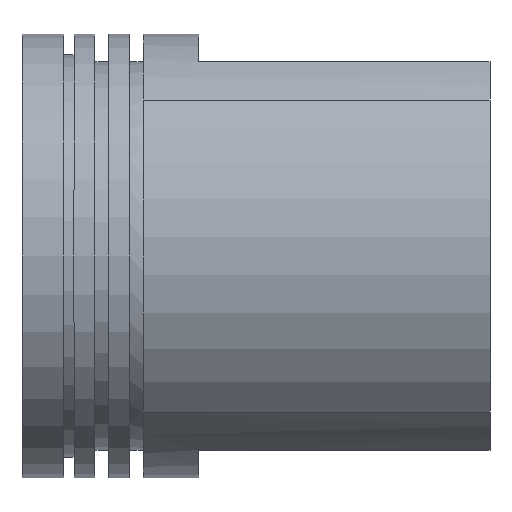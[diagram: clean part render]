
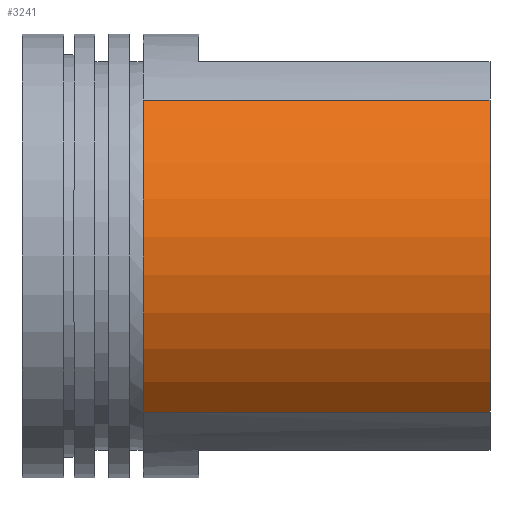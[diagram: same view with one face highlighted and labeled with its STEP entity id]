
A CAD part, left-side view. The second image highlights one B-rep face of the part: STEP entity #3241.
In plain terms, the highlighted cylindrical face has radius 32 mm (diameter 64 mm), a partial arc.
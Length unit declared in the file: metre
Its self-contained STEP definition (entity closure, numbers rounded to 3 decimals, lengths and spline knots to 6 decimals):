
#1597 = PLANE('',#1598);
#1598 = AXIS2_PLACEMENT_3D('',#1599,#1600,#1601);
#1599 = CARTESIAN_POINT('',(0.,-0.0675,0.));
#1600 = DIRECTION('',(0.,1.,0.));
#1601 = DIRECTION('',(1.,0.,0.));
#1807 = CYLINDRICAL_SURFACE('',#1808,0.032);
#1808 = AXIS2_PLACEMENT_3D('',#1809,#1810,#1811);
#1809 = CARTESIAN_POINT('',(0.,-0.0175,0.));
#1810 = DIRECTION('',(-0.,-1.,-0.));
#1811 = DIRECTION('',(1.,-0.,0.));
#2364 = VERTEX_POINT('',#2365);
#2365 = CARTESIAN_POINT('',(-0.022754,-0.0675,-0.0225));
#2389 = EDGE_CURVE('',#2364,#2390,#2392,.T.);
#2390 = VERTEX_POINT('',#2391);
#2391 = CARTESIAN_POINT('',(-0.022754,-0.0675,0.0225));
#2392 = SURFACE_CURVE('',#2393,(#2398,#2405),.PCURVE_S1.);
#2393 = CIRCLE('',#2394,0.032);
#2394 = AXIS2_PLACEMENT_3D('',#2395,#2396,#2397);
#2395 = CARTESIAN_POINT('',(0.,-0.0675,0.));
#2396 = DIRECTION('',(-0.,1.,0.));
#2397 = DIRECTION('',(1.,0.,0.));
#2398 = PCURVE('',#1597,#2399);
#2399 = DEFINITIONAL_REPRESENTATION('',(#2400),#2404);
#2400 = ( BOUNDED_CURVE() B_SPLINE_CURVE(2,(#2401,#2402,#2403),
.UNSPECIFIED.,.F.,.F.) B_SPLINE_CURVE_WITH_KNOTS((3,3),(2.36181,
3.921375),.PIECEWISE_BEZIER_KNOTS.) CURVE() 
GEOMETRIC_REPRESENTATION_ITEM() RATIONAL_B_SPLINE_CURVE((1.,
0.711,1.)) REPRESENTATION_ITEM('') );
#2401 = CARTESIAN_POINT('',(-0.023,0.023));
#2402 = CARTESIAN_POINT('',(-0.045,0.));
#2403 = CARTESIAN_POINT('',(-0.023,-0.023));
#2404 = ( GEOMETRIC_REPRESENTATION_CONTEXT(2) 
PARAMETRIC_REPRESENTATION_CONTEXT() REPRESENTATION_CONTEXT('2D SPACE',''
  ) );
#2405 = PCURVE('',#2406,#2411);
#2406 = CYLINDRICAL_SURFACE('',#2407,0.032);
#2407 = AXIS2_PLACEMENT_3D('',#2408,#2409,#2410);
#2408 = CARTESIAN_POINT('',(0.,-0.0175,0.));
#2409 = DIRECTION('',(-0.,-1.,-0.));
#2410 = DIRECTION('',(1.,-0.,0.));
#2411 = DEFINITIONAL_REPRESENTATION('',(#2412),#2415);
#2412 = B_SPLINE_CURVE_WITH_KNOTS('',1,(#2413,#2414),.UNSPECIFIED.,.F.,
  .F.,(2,2),(2.36181,3.921375),.PIECEWISE_BEZIER_KNOTS.);
#2413 = CARTESIAN_POINT('',(3.921,0.05));
#2414 = CARTESIAN_POINT('',(2.362,0.05));
#2415 = ( GEOMETRIC_REPRESENTATION_CONTEXT(2) 
PARAMETRIC_REPRESENTATION_CONTEXT() REPRESENTATION_CONTEXT('2D SPACE',''
  ) );
#2594 = VERTEX_POINT('',#2595);
#2595 = CARTESIAN_POINT('',(-0.022754,-0.0175,0.0225));
#2616 = EDGE_CURVE('',#2390,#2594,#2617,.T.);
#2617 = SURFACE_CURVE('',#2618,(#2622,#2628),.PCURVE_S1.);
#2618 = LINE('',#2619,#2620);
#2619 = CARTESIAN_POINT('',(-0.022754,-0.0675,0.0225));
#2620 = VECTOR('',#2621,1.);
#2621 = DIRECTION('',(0.,1.,0.));
#2622 = PCURVE('',#1807,#2623);
#2623 = DEFINITIONAL_REPRESENTATION('',(#2624),#2627);
#2624 = B_SPLINE_CURVE_WITH_KNOTS('',1,(#2625,#2626),.UNSPECIFIED.,.F.,
  .F.,(2,2),(0.,0.05),.PIECEWISE_BEZIER_KNOTS.);
#2625 = CARTESIAN_POINT('',(2.362,0.05));
#2626 = CARTESIAN_POINT('',(2.362,0.));
#2627 = ( GEOMETRIC_REPRESENTATION_CONTEXT(2) 
PARAMETRIC_REPRESENTATION_CONTEXT() REPRESENTATION_CONTEXT('2D SPACE',''
  ) );
#2628 = PCURVE('',#2406,#2629);
#2629 = DEFINITIONAL_REPRESENTATION('',(#2630),#2633);
#2630 = B_SPLINE_CURVE_WITH_KNOTS('',1,(#2631,#2632),.UNSPECIFIED.,.F.,
  .F.,(2,2),(0.,0.05),.PIECEWISE_BEZIER_KNOTS.);
#2631 = CARTESIAN_POINT('',(2.362,0.05));
#2632 = CARTESIAN_POINT('',(2.362,0.));
#2633 = ( GEOMETRIC_REPRESENTATION_CONTEXT(2) 
PARAMETRIC_REPRESENTATION_CONTEXT() REPRESENTATION_CONTEXT('2D SPACE',''
  ) );
#2703 = CYLINDRICAL_SURFACE('',#2704,0.032);
#2704 = AXIS2_PLACEMENT_3D('',#2705,#2706,#2707);
#2705 = CARTESIAN_POINT('',(0.,-0.0675,0.));
#2706 = DIRECTION('',(-0.,-1.,-0.));
#2707 = DIRECTION('',(0.,-0.,1.));
#3241 = ADVANCED_FACE('',(#3242),#2406,.T.);
#3242 = FACE_BOUND('',#3243,.T.);
#3243 = EDGE_LOOP('',(#3244,#3245,#3273,#3292));
#3244 = ORIENTED_EDGE('',*,*,#2616,.T.);
#3245 = ORIENTED_EDGE('',*,*,#3246,.F.);
#3246 = EDGE_CURVE('',#3247,#2594,#3249,.T.);
#3247 = VERTEX_POINT('',#3248);
#3248 = CARTESIAN_POINT('',(-0.022754,-0.0175,-0.0225));
#3249 = SURFACE_CURVE('',#3250,(#3255,#3261),.PCURVE_S1.);
#3250 = CIRCLE('',#3251,0.032);
#3251 = AXIS2_PLACEMENT_3D('',#3252,#3253,#3254);
#3252 = CARTESIAN_POINT('',(0.,-0.0175,0.));
#3253 = DIRECTION('',(-0.,1.,0.));
#3254 = DIRECTION('',(1.,0.,0.));
#3255 = PCURVE('',#2406,#3256);
#3256 = DEFINITIONAL_REPRESENTATION('',(#3257),#3260);
#3257 = B_SPLINE_CURVE_WITH_KNOTS('',1,(#3258,#3259),.UNSPECIFIED.,.F.,
  .F.,(2,2),(2.36181,3.921375),.PIECEWISE_BEZIER_KNOTS.);
#3258 = CARTESIAN_POINT('',(3.921,0.));
#3259 = CARTESIAN_POINT('',(2.362,0.));
#3260 = ( GEOMETRIC_REPRESENTATION_CONTEXT(2) 
PARAMETRIC_REPRESENTATION_CONTEXT() REPRESENTATION_CONTEXT('2D SPACE',''
  ) );
#3261 = PCURVE('',#3262,#3267);
#3262 = PLANE('',#3263);
#3263 = AXIS2_PLACEMENT_3D('',#3264,#3265,#3266);
#3264 = CARTESIAN_POINT('',(0.,-0.0175,0.));
#3265 = DIRECTION('',(0.,1.,0.));
#3266 = DIRECTION('',(1.,0.,0.));
#3267 = DEFINITIONAL_REPRESENTATION('',(#3268),#3272);
#3268 = ( BOUNDED_CURVE() B_SPLINE_CURVE(2,(#3269,#3270,#3271),
.UNSPECIFIED.,.F.,.F.) B_SPLINE_CURVE_WITH_KNOTS((3,3),(2.36181,
3.921375),.PIECEWISE_BEZIER_KNOTS.) CURVE() 
GEOMETRIC_REPRESENTATION_ITEM() RATIONAL_B_SPLINE_CURVE((1.,
0.711,1.)) REPRESENTATION_ITEM('') );
#3269 = CARTESIAN_POINT('',(-0.023,0.023));
#3270 = CARTESIAN_POINT('',(-0.045,0.));
#3271 = CARTESIAN_POINT('',(-0.023,-0.023));
#3272 = ( GEOMETRIC_REPRESENTATION_CONTEXT(2) 
PARAMETRIC_REPRESENTATION_CONTEXT() REPRESENTATION_CONTEXT('2D SPACE',''
  ) );
#3273 = ORIENTED_EDGE('',*,*,#3274,.F.);
#3274 = EDGE_CURVE('',#2364,#3247,#3275,.T.);
#3275 = SURFACE_CURVE('',#3276,(#3280,#3286),.PCURVE_S1.);
#3276 = LINE('',#3277,#3278);
#3277 = CARTESIAN_POINT('',(-0.022754,-0.0675,-0.0225));
#3278 = VECTOR('',#3279,1.);
#3279 = DIRECTION('',(0.,1.,0.));
#3280 = PCURVE('',#2406,#3281);
#3281 = DEFINITIONAL_REPRESENTATION('',(#3282),#3285);
#3282 = B_SPLINE_CURVE_WITH_KNOTS('',1,(#3283,#3284),.UNSPECIFIED.,.F.,
  .F.,(2,2),(0.,0.05),.PIECEWISE_BEZIER_KNOTS.);
#3283 = CARTESIAN_POINT('',(3.921,0.05));
#3284 = CARTESIAN_POINT('',(3.921,0.));
#3285 = ( GEOMETRIC_REPRESENTATION_CONTEXT(2) 
PARAMETRIC_REPRESENTATION_CONTEXT() REPRESENTATION_CONTEXT('2D SPACE',''
  ) );
#3286 = PCURVE('',#2703,#3287);
#3287 = DEFINITIONAL_REPRESENTATION('',(#3288),#3291);
#3288 = B_SPLINE_CURVE_WITH_KNOTS('',1,(#3289,#3290),.UNSPECIFIED.,.F.,
  .F.,(2,2),(0.,0.05),.PIECEWISE_BEZIER_KNOTS.);
#3289 = CARTESIAN_POINT('',(-3.933,0.));
#3290 = CARTESIAN_POINT('',(-3.933,-0.05));
#3291 = ( GEOMETRIC_REPRESENTATION_CONTEXT(2) 
PARAMETRIC_REPRESENTATION_CONTEXT() REPRESENTATION_CONTEXT('2D SPACE',''
  ) );
#3292 = ORIENTED_EDGE('',*,*,#2389,.T.);
